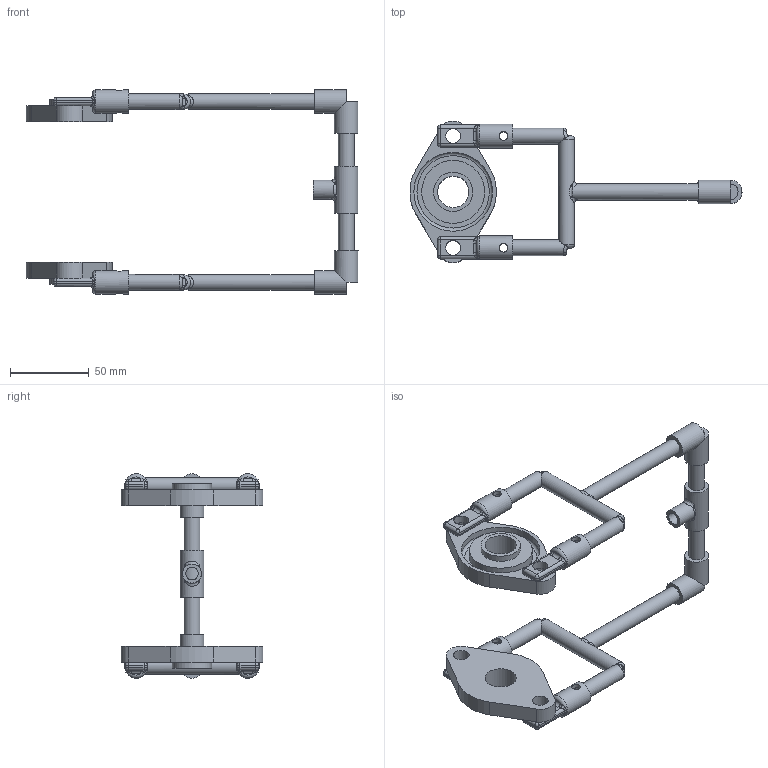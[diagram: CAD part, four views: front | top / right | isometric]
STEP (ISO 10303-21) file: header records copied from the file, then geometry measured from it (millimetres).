
FILE_DESCRIPTION(/* description */ (''),/* implementation_level */ '2;1');
FILE_NAME(/* name */ 'rodddz.stp',/* time_stamp */ '2021-11-02T16:08:40+02:00',/* author */ ('modym'),/* organization */ (''),/* preprocessor_version */ 'ST-DEVELOPER v17',/* originating_system */ 'Autodesk Inventor 2019',/* authorisation */ '');
FILE_SCHEMA (('AUTOMOTIVE_DESIGN { 1 0 10303 214 3 1 1 }'));
Length unit declared in the file: millimetre
Products named in the file (8): Assembly2; rodddz; bearing; tension_connector; tension_connector_rod1; ccccccc; t; tobolttoconnectorscccccc
Assembly tree (10 placements, depth 3):
  Assembly2
    rodddz  x2
      bearing
      tension_connector
      tension_connector_rod1
    ccccccc  x2
    t
    tobolttoconnectorscccccc
Bounding box: 210.92 x 90 x 129.81 mm (x, y, z)
Volume: 125698 mm3; surface area: 65390.8 mm2
Topology: 12 solids, 12 shells, 313 faces, 718 edges, 419 vertices
Faces by surface type: cylinder 118, plane 85, bspline 80, sphere 16, torus 14
Full cylindrical faces by diameter (mm): 5.5 x8, 6 x4, 8 x1, 9.5 x4, 10 x22, 12 x1, 15 x9, 20 x2, 25 x2, 40 x2, 50 x2
Entity records: 5521 total; most frequent: CARTESIAN_POINT 2518, DIRECTION 566, ORIENTED_EDGE 560, EDGE_CURVE 280, AXIS2_PLACEMENT_3D 243, VERTEX_POINT 168, EDGE_LOOP 152, FACE_OUTER_BOUND 127
